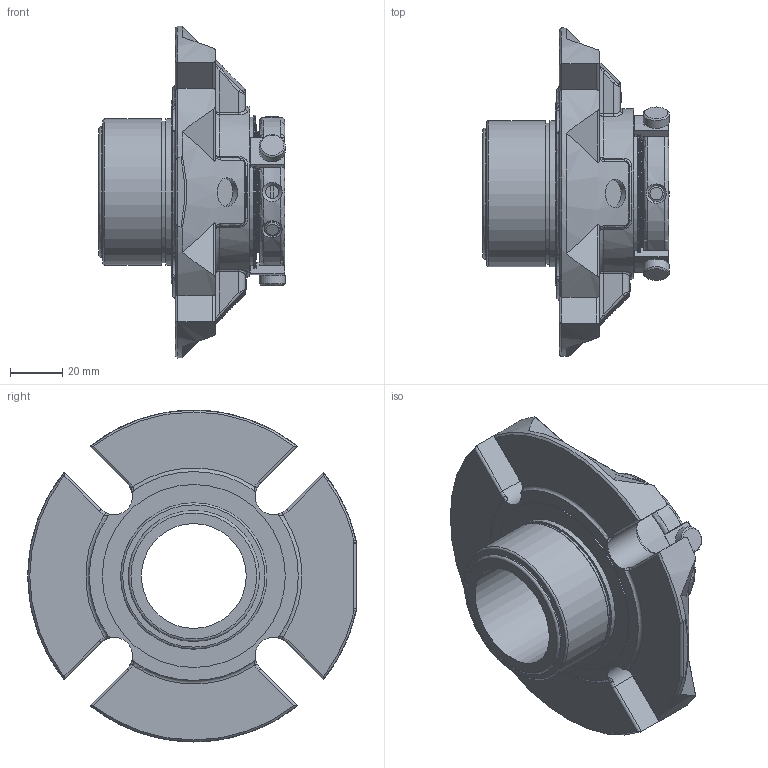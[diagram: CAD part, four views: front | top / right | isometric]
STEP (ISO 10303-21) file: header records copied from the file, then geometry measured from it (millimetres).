
FILE_DESCRIPTION(/* description */ ('Unknown'),/* implementation_level */ '2;1');
FILE_NAME(/* name */ '40MM',/* time_stamp */ '2023-02-14T10:29:35+00:00',/* author */ ('Unknown'),/* organization */ ('Unknown'),/* preprocessor_version */ 'ST-DEVELOPER v16.7',/* originating_system */ 'Solid Edge',/* authorisation */ 'Unknown');
FILE_SCHEMA (('AUTOMOTIVE_DESIGN {1 0 10303 214 3 1 1}'));
Length unit declared in the file: millimetre
Products named in the file (1): 40MM
Bounding box: 71.27 x 125.37 x 126.75 mm (x, y, z)
Volume: 232645.8 mm3; surface area: 51250.8 mm2
Topology: 1 solids, 1 shells, 522 faces, 1341 edges, 857 vertices
Faces by surface type: plane 214, cylinder 142, bspline 76, torus 59, cone 31
Full cylindrical faces by diameter (mm): 2.821 x1, 5 x2, 6 x6, 10 x3, 10.998 x3, 40.005 x1, 41.986 x1, 46.609 x1, 50.038 x1, 53.975 x1, 55.829 x1, 55.88 x1, 57.099 x1, 58.623 x1, 65 x1, 69.85 x1
Entity records: 21850 total; most frequent: CARTESIAN_POINT 6650, ORIENTED_EDGE 2490, DIRECTION 2155, EDGE_CURVE 1245, AXIS2_PLACEMENT_3D 831, VERTEX_POINT 822, EDGE_LOOP 621, FACE_BOUND 621
